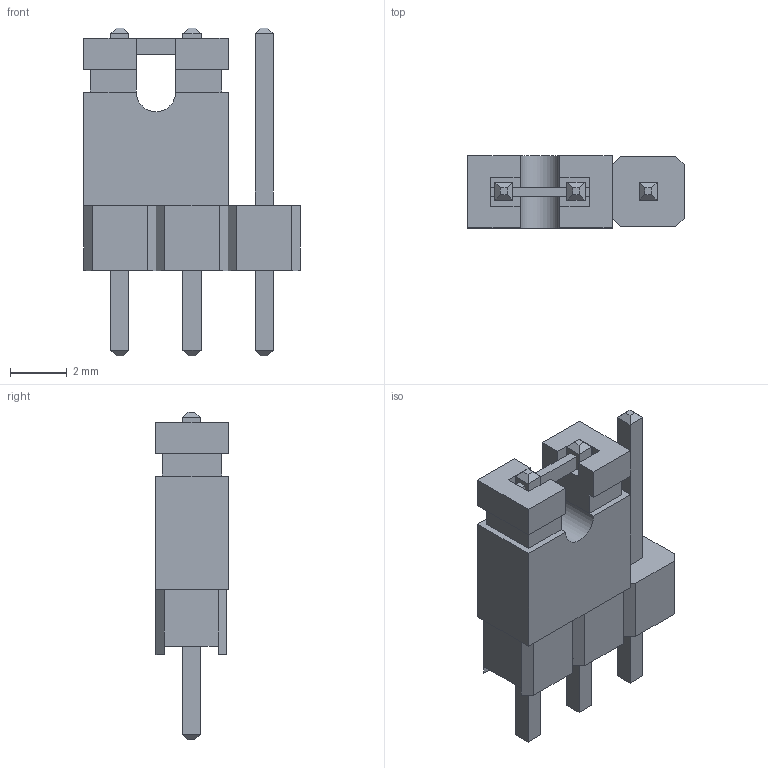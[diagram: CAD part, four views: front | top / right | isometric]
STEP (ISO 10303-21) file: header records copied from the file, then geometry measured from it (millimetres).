
FILE_DESCRIPTION (( 'STEP AP214' ), '1' );
FILE_NAME ('Jumper 3-way.STEP', '2018-03-15T05:03:34', ( '' ), ( '' ), 'SwSTEP 2.0', 'SolidWorks 2014', '' );
FILE_SCHEMA (( 'AUTOMOTIVE_DESIGN' ));
Length unit declared in the file: inch
Products named in the file (4): User Library-Header_Male_3Pin_BodyArray; User Library-Header_Male_3Pin_PinArray; Jumper 3-way; Jumper
Assembly tree (3 placements, depth 2):
  Jumper 3-way
    User Library-Header_Male_3Pin_PinArray
    User Library-Header_Male_3Pin_BodyArray
    Jumper
Bounding box: 7.62 x 2.54 x 11.54 mm (x, y, z)
Volume: 102.5 mm3; surface area: 371.8 mm2
Topology: 7 solids, 7 shells, 147 faces, 356 edges, 224 vertices
Faces by surface type: plane 146, cylinder 1
Entity records: 6297 total; most frequent: CARTESIAN_POINT 733, ORIENTED_EDGE 712, DIRECTION 664, EDGE_CURVE 356, VECTOR 354, LINE 354, VERTEX_POINT 224, LENGTH_MEASURE_WITH_UNIT 161
